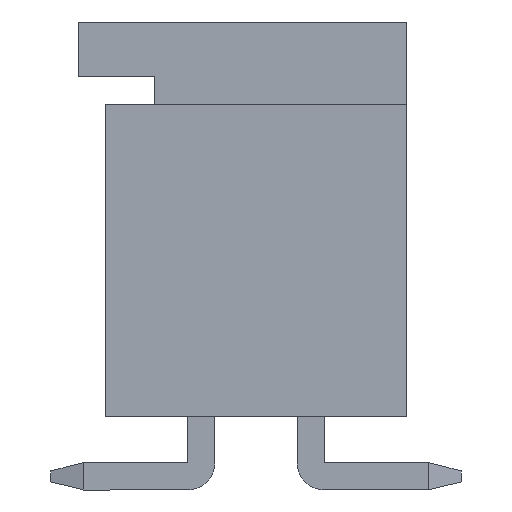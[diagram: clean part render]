
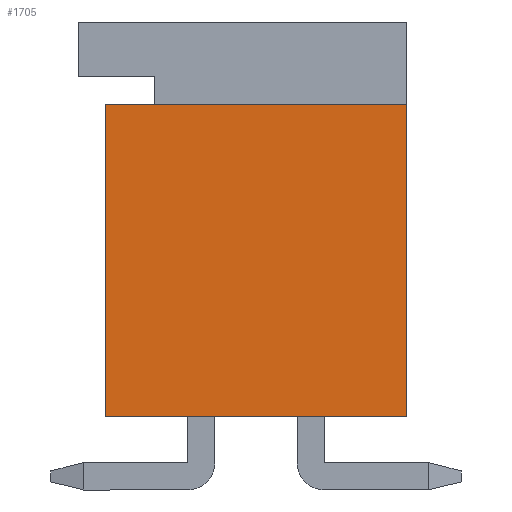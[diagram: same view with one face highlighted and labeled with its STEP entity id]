
A CAD part, left-side view. The second image highlights one B-rep face of the part: STEP entity #1705.
In plain terms, the highlighted planar face has unit normal (-1, 0, 0).
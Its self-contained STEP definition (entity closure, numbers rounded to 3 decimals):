
#1705 = ADVANCED_FACE( '', ( #3256 ), #3257, .T. );
#3256 = FACE_OUTER_BOUND( '', #4727, .T. );
#3257 = PLANE( '', #4728 );
#4727 = EDGE_LOOP( '', ( #8943, #8944, #8945, #8946 ) );
#4728 = AXIS2_PLACEMENT_3D( '', #8947, #8948, #8949 );
#8943 = ORIENTED_EDGE( '', *, *, #9940, .F. );
#8944 = ORIENTED_EDGE( '', *, *, #10899, .F. );
#8945 = ORIENTED_EDGE( '', *, *, #10543, .T. );
#8946 = ORIENTED_EDGE( '', *, *, #10749, .T. );
#8947 = CARTESIAN_POINT( '', ( -23.625, -2.75, -2.85 ) );
#8948 = DIRECTION( '', ( -1., 0., 0. ) );
#8949 = DIRECTION( '', ( 0., 0., 1. ) );
#9940 = EDGE_CURVE( '', #12139, #12141, #12142, .T. );
#10543 = EDGE_CURVE( '', #13080, #13078, #13081, .T. );
#10749 = EDGE_CURVE( '', #13078, #12141, #13378, .T. );
#10899 = EDGE_CURVE( '', #13080, #12139, #13567, .T. );
#12139 = VERTEX_POINT( '', #15266 );
#12141 = VERTEX_POINT( '', #15269 );
#12142 = LINE( '', #15270, #15271 );
#13078 = VERTEX_POINT( '', #16672 );
#13080 = VERTEX_POINT( '', #16675 );
#13081 = LINE( '', #16676, #16677 );
#13378 = LINE( '', #17135, #17136 );
#13567 = LINE( '', #17452, #17453 );
#15266 = CARTESIAN_POINT( '', ( -23.625, 2.75, -2.85 ) );
#15269 = CARTESIAN_POINT( '', ( -23.625, 2.75, 2.85 ) );
#15270 = CARTESIAN_POINT( '', ( -23.625, 2.75, -2.85 ) );
#15271 = VECTOR( '', #18434, 1000. );
#16672 = CARTESIAN_POINT( '', ( -23.625, -2.75, 2.85 ) );
#16675 = CARTESIAN_POINT( '', ( -23.625, -2.75, -2.85 ) );
#16676 = CARTESIAN_POINT( '', ( -23.625, -2.75, -2.85 ) );
#16677 = VECTOR( '', #18907, 1000. );
#17135 = CARTESIAN_POINT( '', ( -23.625, -2.75, 2.85 ) );
#17136 = VECTOR( '', #19069, 1000. );
#17452 = CARTESIAN_POINT( '', ( -23.625, -2.75, -2.85 ) );
#17453 = VECTOR( '', #19197, 1000. );
#18434 = DIRECTION( '', ( 0., 0., 1. ) );
#18907 = DIRECTION( '', ( 0., 0., 1. ) );
#19069 = DIRECTION( '', ( 0., 1., 0. ) );
#19197 = DIRECTION( '', ( 0., 1., 0. ) );
